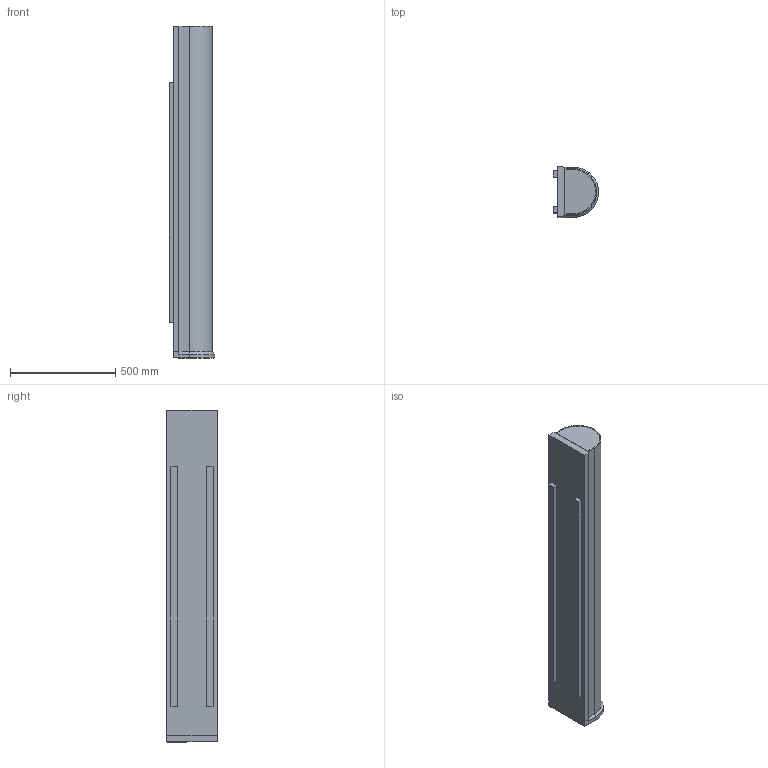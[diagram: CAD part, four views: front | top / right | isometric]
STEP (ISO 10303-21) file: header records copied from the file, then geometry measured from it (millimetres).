
FILE_DESCRIPTION(('FreeCAD Model'),'2;1');
FILE_NAME('Open CASCADE Shape Model','2025-08-19T15:28:17',(''),(''), 'Open CASCADE STEP processor 7.6','FreeCAD','Unknown');
FILE_SCHEMA(('AUTOMOTIVE_DESIGN { 1 0 10303 214 1 1 1 1 }'));
Length unit declared in the file: millimetre
Products named in the file (1): Z
Bounding box: 215 x 240 x 1579 mm (x, y, z)
Volume: 18491121.2 mm3; surface area: 2407277.7 mm2
Topology: 4 solids, 4 shells, 54 faces, 130 edges, 86 vertices
Faces by surface type: plane 43, cylinder 10, cone 1
Entity records: 3314 total; most frequent: CARTESIAN_POINT 567, DIRECTION 515, LINE 350, VECTOR 350, ORIENTED_EDGE 260, PCURVE 260, DEFINITIONAL_REPRESENTATION 260, EDGE_CURVE 130
